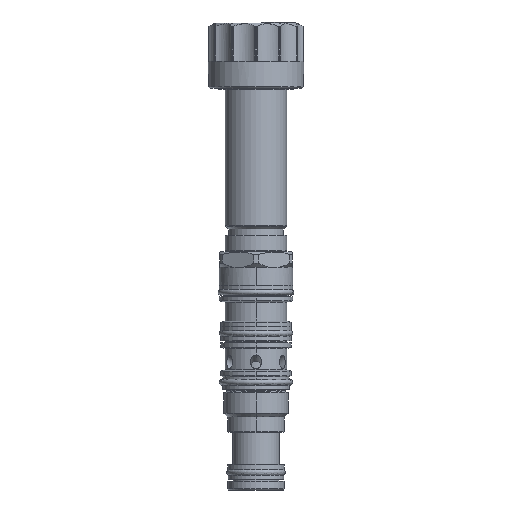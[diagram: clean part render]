
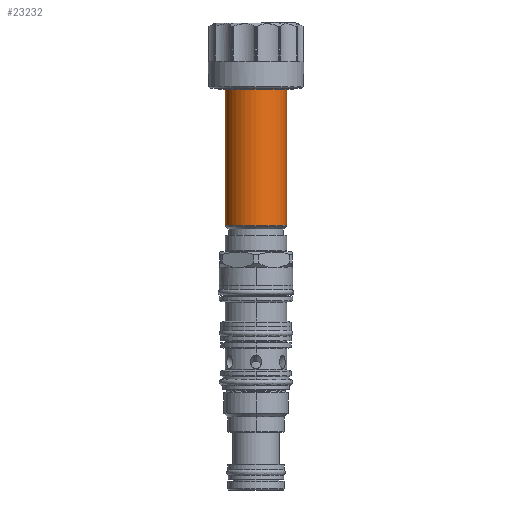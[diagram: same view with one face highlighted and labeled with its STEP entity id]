
A CAD part, front view. The second image highlights one B-rep face of the part: STEP entity #23232.
In plain terms, the highlighted cylindrical face has radius 9.5 mm (diameter 18.999 mm), a partial arc.
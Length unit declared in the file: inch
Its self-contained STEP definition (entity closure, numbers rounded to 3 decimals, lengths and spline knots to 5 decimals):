
#6005=CARTESIAN_POINT('',(0.,0.,5.33767));
#6006=DIRECTION('',(0.,0.,1.));
#6007=DIRECTION('',(-1.,0.,0.));
#6008=AXIS2_PLACEMENT_3D('',#6005,#6006,#6007);
#6015=DIRECTION('',(0.,0.,1.));
#6016=VECTOR('',#6015,2.14435);
#6017=CARTESIAN_POINT('',(-0.374,0.,3.19333));
#6018=LINE('',#6017,#6016);
#6019=DIRECTION('',(0.,0.,-1.));
#6020=VECTOR('',#6019,2.14435);
#6021=CARTESIAN_POINT('',(0.374,0.,5.33767));
#6022=LINE('',#6021,#6020);
#6051=CARTESIAN_POINT('',(0.,0.,3.19333));
#6052=DIRECTION('',(0.,0.,-1.));
#6053=DIRECTION('',(1.,0.,0.));
#6054=AXIS2_PLACEMENT_3D('',#6051,#6052,#6053);
#14208=CARTESIAN_POINT('',(0.374,0.,3.19333));
#14209=CARTESIAN_POINT('',(-0.374,0.,3.19333));
#14210=VERTEX_POINT('',#14208);
#14211=VERTEX_POINT('',#14209);
#14228=CARTESIAN_POINT('',(-0.374,0.,5.33767));
#14229=CARTESIAN_POINT('',(0.374,0.,5.33767));
#14230=VERTEX_POINT('',#14228);
#14231=VERTEX_POINT('',#14229);
#23218=CARTESIAN_POINT('',(0.,0.,3.83365));
#23219=DIRECTION('',(0.,0.,-1.));
#23220=DIRECTION('',(1.,0.,0.));
#23221=AXIS2_PLACEMENT_3D('',#23218,#23219,#23220);
#23222=CYLINDRICAL_SURFACE('',#23221,0.374);
#23224=ORIENTED_EDGE('',*,*,#23223,.T.);
#23225=ORIENTED_EDGE('',*,*,#23200,.T.);
#23227=ORIENTED_EDGE('',*,*,#23226,.T.);
#23229=ORIENTED_EDGE('',*,*,#23228,.T.);
#23230=EDGE_LOOP('',(#23224,#23225,#23227,#23229));
#23231=FACE_OUTER_BOUND('',#23230,.F.);
#23232=ADVANCED_FACE('',(#23231),#23222,.T.);
#6009=CIRCLE('',#6008,0.374);
#6055=CIRCLE('',#6054,0.374);
#23200=EDGE_CURVE('',#14230,#14231,#6009,.T.);
#23223=EDGE_CURVE('',#14211,#14230,#6018,.T.);
#23226=EDGE_CURVE('',#14231,#14210,#6022,.T.);
#23228=EDGE_CURVE('',#14210,#14211,#6055,.T.);
